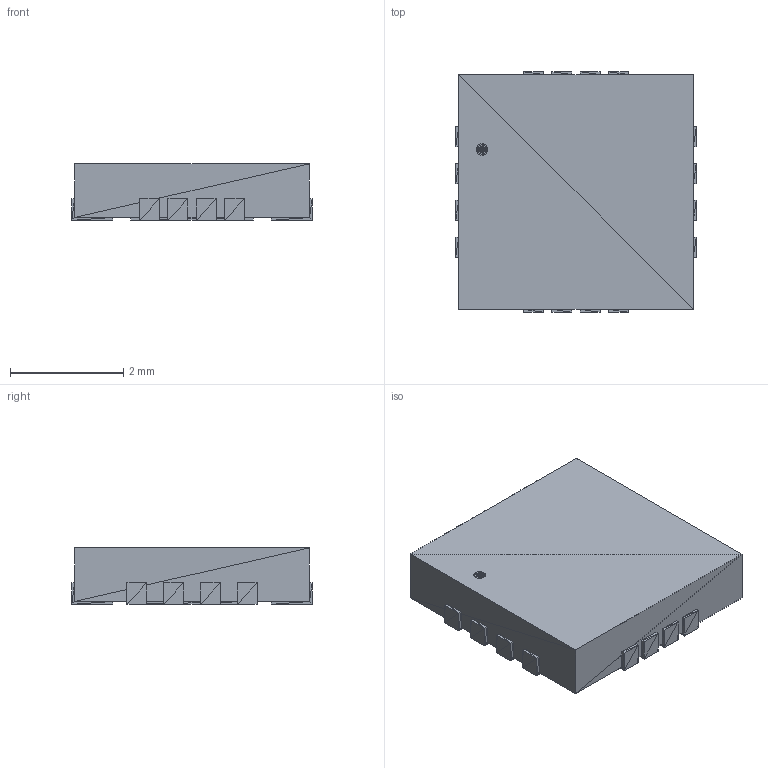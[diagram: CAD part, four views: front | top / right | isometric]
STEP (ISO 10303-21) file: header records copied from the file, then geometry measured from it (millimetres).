
FILE_DESCRIPTION(('STEP AP214'),'1');
FILE_NAME('RGV16_2P16X2P16','2017-01-21T12:54:04',(''),(''),'','','');
FILE_SCHEMA(('AUTOMOTIVE_DESIGN'));
Length unit declared in the file: millimetre
Products named in the file (1): product
Bounding box: 4.25 x 4.25 x 1 mm (x, y, z)
Surface area: 74.2 mm2 (no closed solid volume)
Topology: 0 solids, 472 shells, 472 faces, 1416 edges, 1416 vertices
Faces by surface type: plane 472
Entity records: 15635 total; most frequent: CARTESIAN_POINT 3305, DIRECTION 2362, ORIENTED_EDGE 1416, EDGE_CURVE 1416, VERTEX_POINT 1416, LINE 1416, VECTOR 1416, AXIS2_PLACEMENT_3D 473
